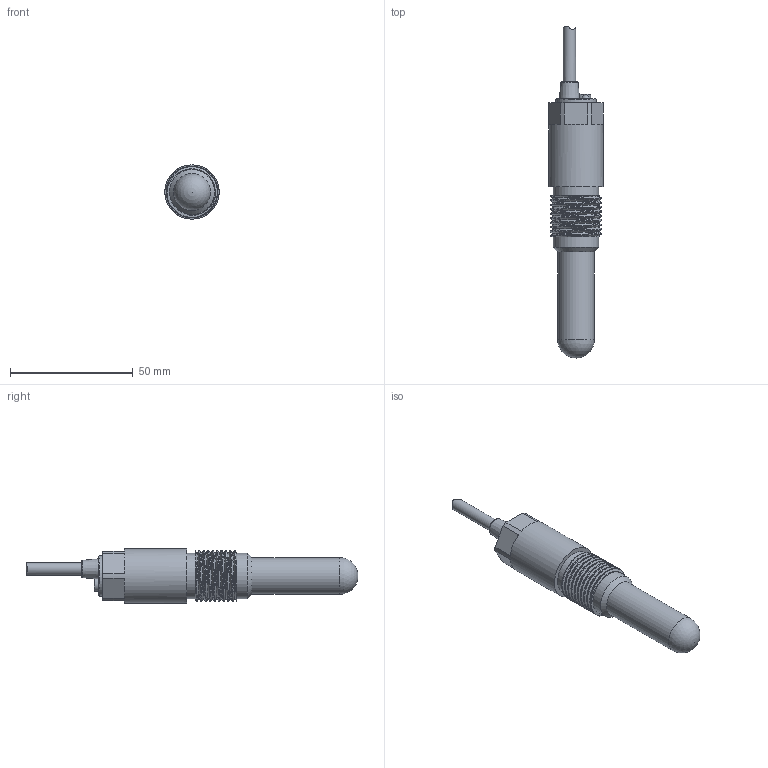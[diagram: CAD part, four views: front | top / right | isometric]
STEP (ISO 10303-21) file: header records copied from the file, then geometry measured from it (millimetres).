
FILE_DESCRIPTION(/* description */ (''),/* implementation_level */ '2;1');
FILE_NAME(/* name */ 'KA1514_Shrinkwrap_1.stp',/* time_stamp */ '2021-07-21T11:02:52+02:00',/* author */ ('Krieger Anja'),/* organization */ (''),/* preprocessor_version */ 'ST-DEVELOPER v18.1',/* originating_system */ 'Autodesk Inventor 2021',/* authorisation */ '');
FILE_SCHEMA (('AUTOMOTIVE_DESIGN { 1 0 10303 214 3 1 1 }'));
Length unit declared in the file: millimetre
Products named in the file (1): KA1514_Shrinkwrap_1
Bounding box: 22.1 x 134.97 x 22.1 mm (x, y, z)
Volume: 13283.4 mm3; surface area: 13338.5 mm2
Topology: 1 solids, 1 shells, 74 faces, 166 edges, 109 vertices
Faces by surface type: plane 35, cylinder 24, bspline 6, cone 4, sphere 3, torus 2
Full cylindrical faces by diameter (mm): 3 x2, 3.1 x1, 4.95 x1, 5 x2, 5.5 x1, 5.7 x1, 6.1 x1, 12.2 x1, 15 x2, 15.3 x1, 16.5 x1, 18.32 x1, 18.4 x1, 22.1 x1
Entity records: 6788 total; most frequent: CARTESIAN_POINT 4963, DIRECTION 358, ORIENTED_EDGE 326, EDGE_CURVE 163, AXIS2_PLACEMENT_3D 148, VERTEX_POINT 109, EDGE_LOOP 92, CIRCLE 79
